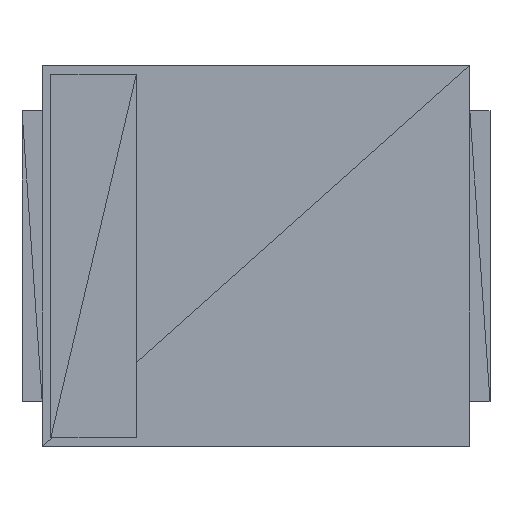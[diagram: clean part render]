
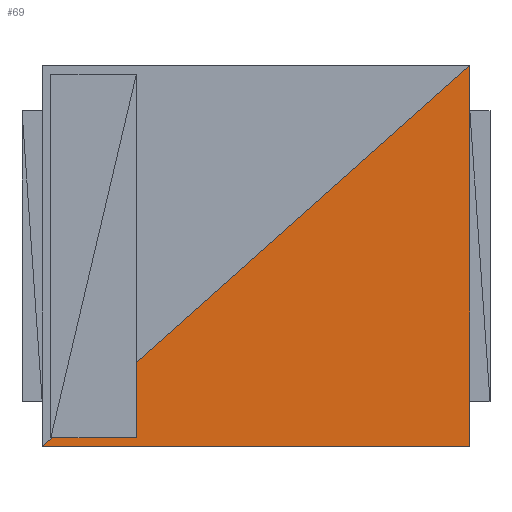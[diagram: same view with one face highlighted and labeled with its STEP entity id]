
A CAD part, top view. The second image highlights one B-rep face of the part: STEP entity #69.
In plain terms, the highlighted planar face has unit normal (0, 0, 1).
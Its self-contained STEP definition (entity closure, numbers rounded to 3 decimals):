
#69=ADVANCED_FACE('',(#75),#70,.T.);
#70=PLANE('',#71);
#71=AXIS2_PLACEMENT_3D('',#72,#73,#74);
#72=CARTESIAN_POINT('',(-1.683,-1.499,2.083));
#73=DIRECTION('',(0.0,0.0,1.0));
#74=DIRECTION('',(0.,1.,0.));
#75=FACE_OUTER_BOUND('',#76,.T.);
#76=EDGE_LOOP('',(#77,#87,#97));
#80=CARTESIAN_POINT('',(1.683,-1.499,2.083));
#79=VERTEX_POINT('',#80);
#82=CARTESIAN_POINT('',(-1.683,-1.499,2.083));
#81=VERTEX_POINT('',#82);
#78=EDGE_CURVE('',#79,#81,#83,.T.);
#83=LINE('',#80,#85);
#85=VECTOR('',#86,3.366);
#86=DIRECTION('',(-1.0,0.0,0.0));
#77=ORIENTED_EDGE('',*,*,#78,.F.);
#90=CARTESIAN_POINT('',(1.683,1.499,2.083));
#89=VERTEX_POINT('',#90);
#88=EDGE_CURVE('',#89,#79,#93,.T.);
#93=LINE('',#90,#95);
#95=VECTOR('',#96,2.997);
#96=DIRECTION('',(0.0,-1.0,0.0));
#87=ORIENTED_EDGE('',*,*,#88,.F.);
#98=EDGE_CURVE('',#81,#89,#103,.T.);
#103=LINE('',#82,#105);
#105=VECTOR('',#106,4.507);
#106=DIRECTION('',(0.747,0.665,0.0));
#97=ORIENTED_EDGE('',*,*,#98,.F.);
